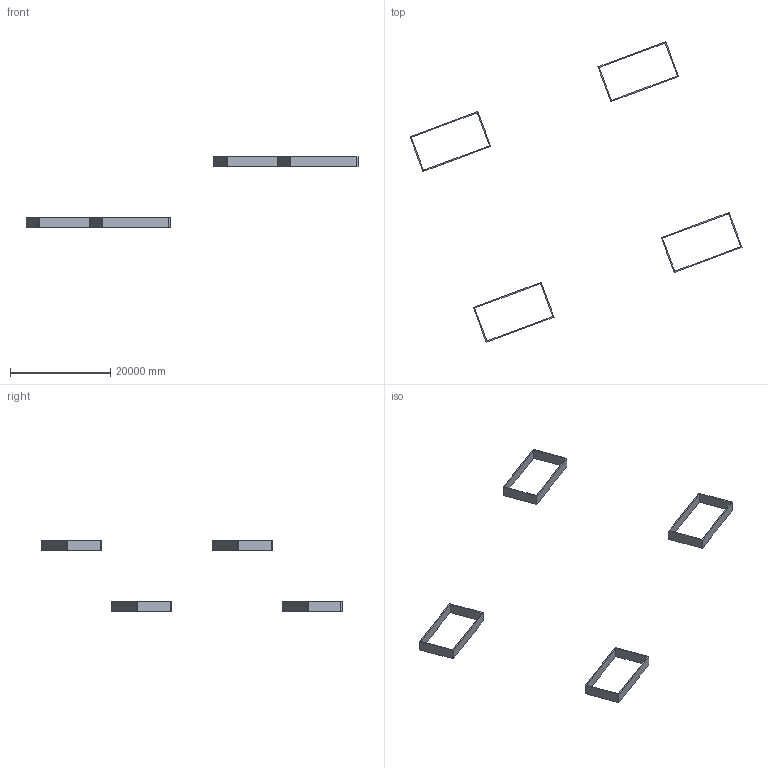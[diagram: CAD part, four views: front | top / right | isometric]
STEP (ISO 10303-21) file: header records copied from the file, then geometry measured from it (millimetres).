
FILE_DESCRIPTION (( 'STEP AP214' ), '1' );
FILE_NAME ('Banner.STEP', '2023-04-02T08:18:10', ( '' ), ( '' ), 'SwSTEP 2.0', 'SolidWorks 2022', '' );
FILE_SCHEMA (( 'AUTOMOTIVE_DESIGN' ));
Length unit declared in the file: metre
Products named in the file (1): Banner
Bounding box: 66122.35 x 59846.33 x 14000 mm (x, y, z)
Volume: 68480000000 mm3; surface area: 753280000 mm2
Topology: 4 solids, 4 shells, 64 faces, 128 edges, 64 vertices
Faces by surface type: plane 64
Entity records: 1617 total; most frequent: DIRECTION 258, CARTESIAN_POINT 257, ORIENTED_EDGE 256, LINE 128, VECTOR 128, EDGE_CURVE 128, AXIS2_PLACEMENT_3D 65, EDGE_LOOP 64
